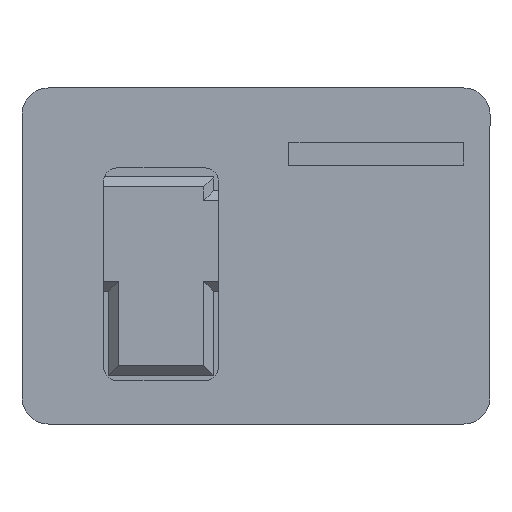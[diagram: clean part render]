
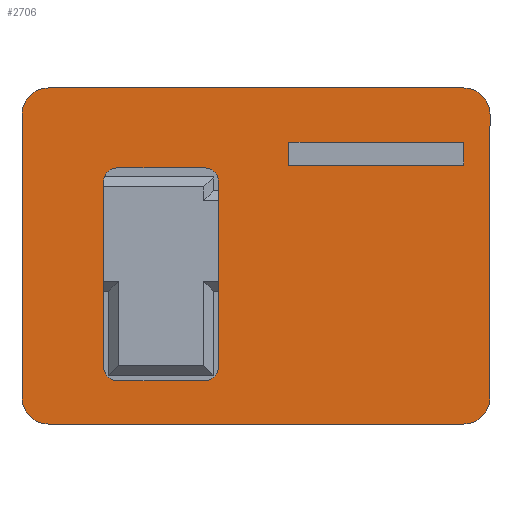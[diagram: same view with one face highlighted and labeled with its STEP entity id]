
A CAD part, front view. The second image highlights one B-rep face of the part: STEP entity #2706.
In plain terms, the highlighted planar face has unit normal (0, -1, 0).
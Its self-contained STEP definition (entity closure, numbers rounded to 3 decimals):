
#51=FACE_BOUND('',#391,.T.);
#52=FACE_BOUND('',#392,.T.);
#115=PLANE('',#2933);
#241=FACE_OUTER_BOUND('',#390,.T.);
#390=EDGE_LOOP('',(#2241,#2242,#2243,#2244,#2245,#2246,#2247,#2248));
#391=EDGE_LOOP('',(#2249,#2250,#2251,#2252,#2253));
#392=EDGE_LOOP('',(#2254,#2255,#2256,#2257,#2258,#2259,#2260,#2261));
#471=LINE('',#3842,#744);
#578=LINE('',#4316,#851);
#580=LINE('',#4320,#853);
#582=LINE('',#4323,#855);
#583=LINE('',#4327,#856);
#587=LINE('',#4336,#860);
#590=LINE('',#4344,#863);
#593=LINE('',#4352,#866);
#603=LINE('',#4373,#876);
#606=LINE('',#4381,#879);
#609=LINE('',#4389,#882);
#612=LINE('',#4397,#885);
#744=VECTOR('',#3045,10.);
#851=VECTOR('',#3388,10.);
#853=VECTOR('',#3392,10.);
#855=VECTOR('',#3396,10.);
#856=VECTOR('',#3399,10.);
#860=VECTOR('',#3409,10.);
#863=VECTOR('',#3418,10.);
#866=VECTOR('',#3427,10.);
#876=VECTOR('',#3455,10.);
#879=VECTOR('',#3464,10.);
#882=VECTOR('',#3473,10.);
#885=VECTOR('',#3482,10.);
#1012=CIRCLE('',#2770,0.75);
#1080=CIRCLE('',#2894,2.);
#1081=CIRCLE('',#2897,2.);
#1082=CIRCLE('',#2900,2.);
#1083=CIRCLE('',#2903,2.);
#1084=CIRCLE('',#2912,4.);
#1085=CIRCLE('',#2915,4.);
#1086=CIRCLE('',#2918,4.);
#1087=CIRCLE('',#2921,4.);
#1120=VERTEX_POINT('',#3828);
#1121=VERTEX_POINT('',#3830);
#1125=VERTEX_POINT('',#3840);
#1257=VERTEX_POINT('',#4315);
#1258=VERTEX_POINT('',#4319);
#1259=VERTEX_POINT('',#4325);
#1260=VERTEX_POINT('',#4326);
#1261=VERTEX_POINT('',#4331);
#1262=VERTEX_POINT('',#4335);
#1263=VERTEX_POINT('',#4339);
#1264=VERTEX_POINT('',#4343);
#1265=VERTEX_POINT('',#4347);
#1266=VERTEX_POINT('',#4351);
#1267=VERTEX_POINT('',#4368);
#1268=VERTEX_POINT('',#4371);
#1269=VERTEX_POINT('',#4375);
#1270=VERTEX_POINT('',#4379);
#1271=VERTEX_POINT('',#4383);
#1272=VERTEX_POINT('',#4387);
#1273=VERTEX_POINT('',#4391);
#1274=VERTEX_POINT('',#4395);
#1381=EDGE_CURVE('',#1120,#1121,#1012,.T.);
#1387=EDGE_CURVE('',#1125,#1120,#471,.T.);
#1571=EDGE_CURVE('',#1121,#1257,#578,.T.);
#1573=EDGE_CURVE('',#1258,#1125,#580,.T.);
#1575=EDGE_CURVE('',#1257,#1258,#582,.T.);
#1576=EDGE_CURVE('',#1259,#1260,#583,.T.);
#1579=EDGE_CURVE('',#1261,#1259,#1080,.T.);
#1581=EDGE_CURVE('',#1262,#1261,#587,.T.);
#1583=EDGE_CURVE('',#1263,#1262,#1081,.T.);
#1585=EDGE_CURVE('',#1264,#1263,#590,.T.);
#1587=EDGE_CURVE('',#1265,#1264,#1082,.T.);
#1589=EDGE_CURVE('',#1266,#1265,#593,.T.);
#1591=EDGE_CURVE('',#1260,#1266,#1083,.T.);
#1600=EDGE_CURVE('',#1267,#1268,#603,.T.);
#1602=EDGE_CURVE('',#1267,#1269,#1084,.T.);
#1604=EDGE_CURVE('',#1270,#1269,#606,.T.);
#1606=EDGE_CURVE('',#1270,#1271,#1085,.T.);
#1608=EDGE_CURVE('',#1272,#1271,#609,.T.);
#1610=EDGE_CURVE('',#1272,#1273,#1086,.T.);
#1612=EDGE_CURVE('',#1274,#1273,#612,.T.);
#1613=EDGE_CURVE('',#1274,#1268,#1087,.T.);
#2241=ORIENTED_EDGE('',*,*,#1600,.T.);
#2242=ORIENTED_EDGE('',*,*,#1613,.F.);
#2243=ORIENTED_EDGE('',*,*,#1612,.T.);
#2244=ORIENTED_EDGE('',*,*,#1610,.F.);
#2245=ORIENTED_EDGE('',*,*,#1608,.T.);
#2246=ORIENTED_EDGE('',*,*,#1606,.F.);
#2247=ORIENTED_EDGE('',*,*,#1604,.T.);
#2248=ORIENTED_EDGE('',*,*,#1602,.F.);
#2249=ORIENTED_EDGE('',*,*,#1387,.F.);
#2250=ORIENTED_EDGE('',*,*,#1573,.F.);
#2251=ORIENTED_EDGE('',*,*,#1575,.F.);
#2252=ORIENTED_EDGE('',*,*,#1571,.F.);
#2253=ORIENTED_EDGE('',*,*,#1381,.F.);
#2254=ORIENTED_EDGE('',*,*,#1591,.F.);
#2255=ORIENTED_EDGE('',*,*,#1576,.F.);
#2256=ORIENTED_EDGE('',*,*,#1579,.F.);
#2257=ORIENTED_EDGE('',*,*,#1581,.F.);
#2258=ORIENTED_EDGE('',*,*,#1583,.F.);
#2259=ORIENTED_EDGE('',*,*,#1585,.F.);
#2260=ORIENTED_EDGE('',*,*,#1587,.F.);
#2261=ORIENTED_EDGE('',*,*,#1589,.F.);
#2706=ADVANCED_FACE('',(#241,#51,#52),#115,.F.);
#2770=AXIS2_PLACEMENT_3D('',#3831,#3036,#3037);
#2894=AXIS2_PLACEMENT_3D('',#4332,#3404,#3405);
#2897=AXIS2_PLACEMENT_3D('',#4340,#3413,#3414);
#2900=AXIS2_PLACEMENT_3D('',#4348,#3422,#3423);
#2903=AXIS2_PLACEMENT_3D('',#4355,#3431,#3432);
#2912=AXIS2_PLACEMENT_3D('',#4377,#3459,#3460);
#2915=AXIS2_PLACEMENT_3D('',#4385,#3468,#3469);
#2918=AXIS2_PLACEMENT_3D('',#4393,#3477,#3478);
#2921=AXIS2_PLACEMENT_3D('',#4399,#3485,#3486);
#2933=AXIS2_PLACEMENT_3D('',#4418,#3516,#3517);
#3036=DIRECTION('center_axis',(0.,-1.,0.));
#3037=DIRECTION('ref_axis',(0.707,0.,-0.707));
#3045=DIRECTION('',(1.,0.,0.));
#3388=DIRECTION('',(0.,0.,1.));
#3392=DIRECTION('',(0.,0.,-1.));
#3396=DIRECTION('',(-1.,0.,0.));
#3399=DIRECTION('',(-1.,0.,0.));
#3404=DIRECTION('center_axis',(0.,-1.,0.));
#3405=DIRECTION('ref_axis',(0.,0.,1.));
#3409=DIRECTION('',(0.,0.,1.));
#3413=DIRECTION('center_axis',(0.,-1.,0.));
#3414=DIRECTION('ref_axis',(1.,0.,0.));
#3418=DIRECTION('',(1.,0.,0.));
#3422=DIRECTION('center_axis',(0.,-1.,0.));
#3423=DIRECTION('ref_axis',(0.,0.,-1.));
#3427=DIRECTION('',(0.,0.,-1.));
#3431=DIRECTION('center_axis',(0.,-1.,0.));
#3432=DIRECTION('ref_axis',(-1.,0.,0.));
#3455=DIRECTION('',(-1.,0.,0.));
#3459=DIRECTION('center_axis',(0.,1.,0.));
#3460=DIRECTION('ref_axis',(0.,0.,1.));
#3464=DIRECTION('',(0.,0.,1.));
#3468=DIRECTION('center_axis',(0.,1.,0.));
#3469=DIRECTION('ref_axis',(1.,0.,0.));
#3473=DIRECTION('',(1.,0.,0.));
#3477=DIRECTION('center_axis',(0.,1.,0.));
#3478=DIRECTION('ref_axis',(0.,0.,-1.));
#3482=DIRECTION('',(0.,0.,-1.));
#3485=DIRECTION('center_axis',(0.,1.,0.));
#3486=DIRECTION('ref_axis',(-1.,0.,0.));
#3516=DIRECTION('center_axis',(0.,1.,0.));
#3517=DIRECTION('ref_axis',(1.,0.,0.));
#3828=CARTESIAN_POINT('',(31.25,0.,13.75));
#3830=CARTESIAN_POINT('',(31.5,0.,13.793));
#3831=CARTESIAN_POINT('Origin',(31.25,0.,14.5));
#3840=CARTESIAN_POINT('',(5.,0.,13.75));
#3842=CARTESIAN_POINT('',(-32.,0.,13.75));
#4315=CARTESIAN_POINT('',(31.5,0.,17.25));
#4316=CARTESIAN_POINT('',(31.5,0.,13.75));
#4319=CARTESIAN_POINT('',(5.,0.,17.25));
#4320=CARTESIAN_POINT('',(5.,0.,17.25));
#4323=CARTESIAN_POINT('',(31.5,0.,17.25));
#4325=CARTESIAN_POINT('',(-7.71,0.,13.356));
#4326=CARTESIAN_POINT('',(-21.1,0.,13.356));
#4327=CARTESIAN_POINT('',(-21.1,0.,13.356));
#4331=CARTESIAN_POINT('',(-5.71,0.,11.356));
#4332=CARTESIAN_POINT('Origin',(-7.71,0.,11.356));
#4335=CARTESIAN_POINT('',(-5.71,0.,-16.894));
#4336=CARTESIAN_POINT('',(-5.71,0.,11.356));
#4339=CARTESIAN_POINT('',(-7.71,0.,-18.894));
#4340=CARTESIAN_POINT('Origin',(-7.71,0.,-16.894));
#4343=CARTESIAN_POINT('',(-21.1,0.,-18.894));
#4344=CARTESIAN_POINT('',(-7.71,0.,-18.894));
#4347=CARTESIAN_POINT('',(-23.1,0.,-16.894));
#4348=CARTESIAN_POINT('Origin',(-21.1,0.,-16.894));
#4351=CARTESIAN_POINT('',(-23.1,0.,11.356));
#4352=CARTESIAN_POINT('',(-23.1,0.,-16.894));
#4355=CARTESIAN_POINT('Origin',(-21.1,0.,11.356));
#4368=CARTESIAN_POINT('',(31.5,0.,25.5));
#4371=CARTESIAN_POINT('',(-31.5,0.,25.5));
#4373=CARTESIAN_POINT('',(31.5,0.,25.5));
#4375=CARTESIAN_POINT('',(35.5,0.,21.5));
#4377=CARTESIAN_POINT('Origin',(31.5,0.,21.5));
#4379=CARTESIAN_POINT('',(35.5,0.,-21.5));
#4381=CARTESIAN_POINT('',(35.5,0.,-21.5));
#4383=CARTESIAN_POINT('',(31.5,0.,-25.5));
#4385=CARTESIAN_POINT('Origin',(31.5,0.,-21.5));
#4387=CARTESIAN_POINT('',(-31.5,0.,-25.5));
#4389=CARTESIAN_POINT('',(-31.5,0.,-25.5));
#4391=CARTESIAN_POINT('',(-35.5,0.,-21.5));
#4393=CARTESIAN_POINT('Origin',(-31.5,0.,-21.5));
#4395=CARTESIAN_POINT('',(-35.5,0.,21.5));
#4397=CARTESIAN_POINT('',(-35.5,0.,21.5));
#4399=CARTESIAN_POINT('Origin',(-31.5,0.,21.5));
#4418=CARTESIAN_POINT('Origin',(0.,0.,0.));
